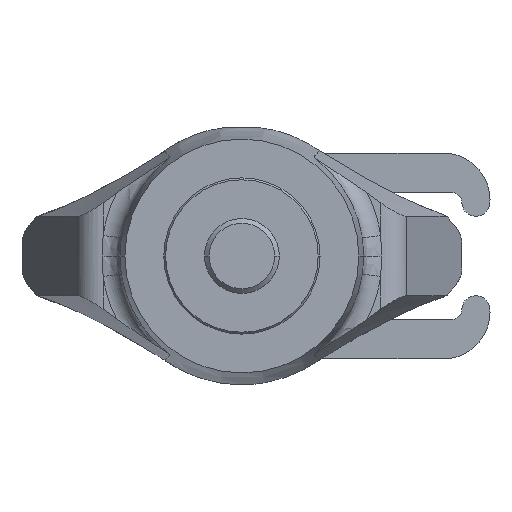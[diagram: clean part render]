
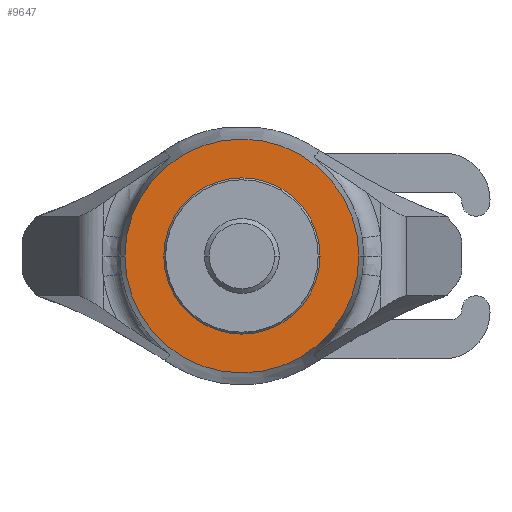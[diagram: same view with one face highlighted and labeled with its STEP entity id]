
A CAD part, front view. The second image highlights one B-rep face of the part: STEP entity #9647.
In plain terms, the highlighted planar face has unit normal (0, -1, 0).
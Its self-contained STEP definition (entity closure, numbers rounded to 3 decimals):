
#2=CARTESIAN_POINT('',(0.,-22.,0.));
#3=DIRECTION('',(0.,1.,0.));
#4=DIRECTION('',(-1.,0.,0.));
#5=AXIS2_PLACEMENT_3D('',#2,#3,#4);
#7=CARTESIAN_POINT('',(0.,-22.,0.));
#8=DIRECTION('',(0.,1.,0.));
#9=DIRECTION('',(1.,0.,0.));
#10=AXIS2_PLACEMENT_3D('',#7,#8,#9);
#12=CARTESIAN_POINT('',(0.,-22.,0.));
#13=DIRECTION('',(0.,-1.,0.));
#14=DIRECTION('',(-1.,0.,0.));
#15=AXIS2_PLACEMENT_3D('',#12,#13,#14);
#17=CARTESIAN_POINT('',(0.,-22.,0.));
#18=DIRECTION('',(0.,-1.,0.));
#19=DIRECTION('',(1.,0.,0.));
#20=AXIS2_PLACEMENT_3D('',#17,#18,#19);
#7549=CARTESIAN_POINT('',(-12.5,-22.,0.));
#7550=CARTESIAN_POINT('',(12.5,-22.,0.));
#7551=VERTEX_POINT('',#7549);
#7552=VERTEX_POINT('',#7550);
#7553=CARTESIAN_POINT('',(-8.35,-22.,0.));
#7554=CARTESIAN_POINT('',(8.35,-22.,0.));
#7555=VERTEX_POINT('',#7553);
#7556=VERTEX_POINT('',#7554);
#9630=CARTESIAN_POINT('',(0.,-22.,0.));
#9631=DIRECTION('',(0.,-1.,0.));
#9632=DIRECTION('',(-1.,0.,0.));
#9633=AXIS2_PLACEMENT_3D('',#9630,#9631,#9632);
#9634=PLANE('',#9633);
#9636=ORIENTED_EDGE('',*,*,#9635,.T.);
#9638=ORIENTED_EDGE('',*,*,#9637,.T.);
#9639=EDGE_LOOP('',(#9636,#9638));
#9640=FACE_OUTER_BOUND('',#9639,.F.);
#9642=ORIENTED_EDGE('',*,*,#9641,.T.);
#9644=ORIENTED_EDGE('',*,*,#9643,.T.);
#9645=EDGE_LOOP('',(#9642,#9644));
#9646=FACE_BOUND('',#9645,.F.);
#9647=ADVANCED_FACE('',(#9640,#9646),#9634,.T.);
#6=CIRCLE('',#5,12.5);
#11=CIRCLE('',#10,12.5);
#16=CIRCLE('',#15,8.35);
#21=CIRCLE('',#20,8.35);
#9635=EDGE_CURVE('',#7551,#7552,#6,.T.);
#9637=EDGE_CURVE('',#7552,#7551,#11,.T.);
#9641=EDGE_CURVE('',#7555,#7556,#16,.T.);
#9643=EDGE_CURVE('',#7556,#7555,#21,.T.);
